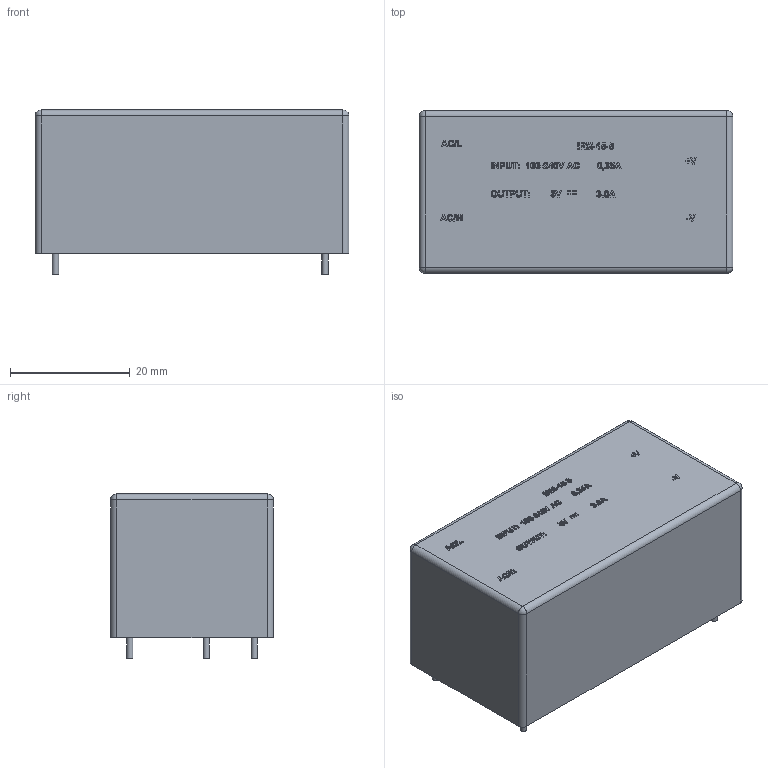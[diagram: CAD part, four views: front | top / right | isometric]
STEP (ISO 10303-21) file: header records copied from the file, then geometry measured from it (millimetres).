
FILE_DESCRIPTION(/* description */ (''),/* implementation_level */ '2;1');
FILE_NAME(/* name */ 'MW IRM-15-5 v2.step',/* time_stamp */ '2020-03-22T12:12:03+01:00',/* author */ (''),/* organization */ (''),/* preprocessor_version */ 'ST-DEVELOPER v18',/* originating_system */ 'Autodesk Translation Framework v8.12.0.6',/* authorisation */ '');
FILE_SCHEMA (('AUTOMOTIVE_DESIGN { 1 0 10303 214 3 1 1 }'));
Length unit declared in the file: millimetre
Products named in the file (1): MW IRM-15-5
Bounding box: 52.4 x 27.2 x 27.6 mm (x, y, z)
Volume: 34166.7 mm3; surface area: 6672.4 mm2
Topology: 61 solids, 61 shells, 877 faces, 2241 edges, 1490 vertices
Faces by surface type: plane 477, bspline 384, cylinder 12, sphere 4
Full cylindrical faces by diameter (mm): 1.04 x4
Entity records: 29872 total; most frequent: CARTESIAN_POINT 11137, ORIENTED_EDGE 4482, DIRECTION 2485, EDGE_CURVE 2241, VERTEX_POINT 1490, LINE 1449, VECTOR 1449, EDGE_LOOP 911
